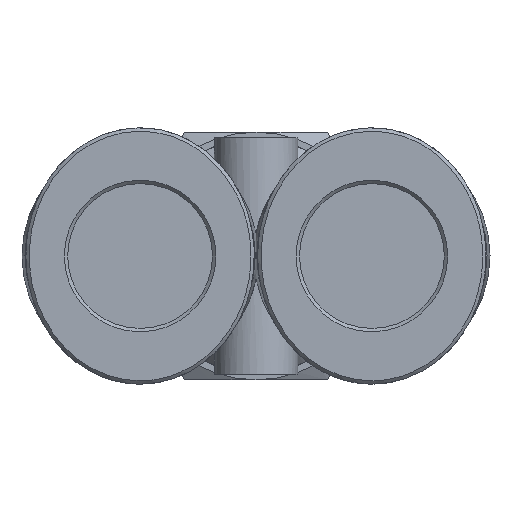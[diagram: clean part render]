
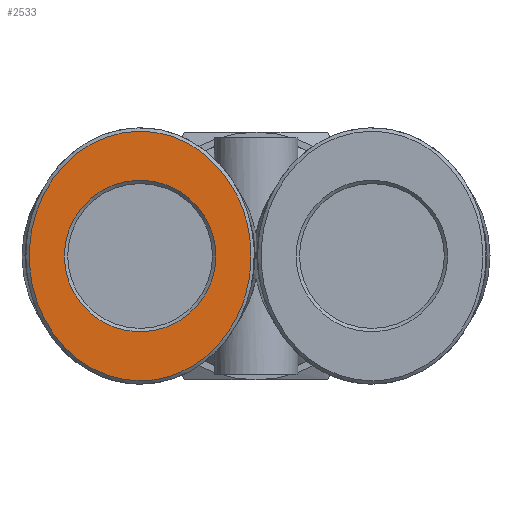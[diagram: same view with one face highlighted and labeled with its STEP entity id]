
A CAD part, left-side view. The second image highlights one B-rep face of the part: STEP entity #2533.
In plain terms, the highlighted face is planar.
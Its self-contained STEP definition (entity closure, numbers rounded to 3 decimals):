
#2460=CARTESIAN_POINT('',(11.2,5.3,0.));
#2461=VERTEX_POINT('',#2460);
#2491=CARTESIAN_POINT('',(11.2,5.3,0.));
#2492=CARTESIAN_POINT('',(11.2,5.3,1.483));
#2493=CARTESIAN_POINT('',(10.442,5.3,4.449));
#2494=CARTESIAN_POINT('',(7.238,5.3,8.035));
#2495=CARTESIAN_POINT('',(2.587,5.3,10.032));
#2496=CARTESIAN_POINT('',(-2.588,5.3,10.032));
#2497=CARTESIAN_POINT('',(-7.235,5.3,8.034));
#2498=CARTESIAN_POINT('',(-10.806,5.3,4.05));
#2499=CARTESIAN_POINT('',(-11.576,5.3,-0.541));
#2500=CARTESIAN_POINT('',(-9.921,5.3,-5.33));
#2501=CARTESIAN_POINT('',(-6.758,5.3,-8.373));
#2502=CARTESIAN_POINT('',(-2.008,5.3,-10.03));
#2503=CARTESIAN_POINT('',(2.584,5.3,-10.034));
#2504=CARTESIAN_POINT('',(7.239,5.3,-8.033));
#2505=CARTESIAN_POINT('',(10.442,5.3,-4.449));
#2506=CARTESIAN_POINT('',(11.2,5.3,-1.483));
#2507=CARTESIAN_POINT('',(11.2,5.3,0.));
#2508=B_SPLINE_CURVE_WITH_KNOTS('',3,(#2491,#2492,#2493,#2494,#2495,#2496,#2497,#2498,#2499,#2500,#2501,#2502,#2503,#2504,#2505,#2506,#2507),.UNSPECIFIED.,.T.,.U.,(4,1,1,1,1,1,1,1,1,1,1,1,1,1,4),(-3.142,-2.693,-2.244,-1.795,-1.346,-0.898,-0.449,0.15,0.449,1.047,1.346,1.795,2.244,2.693,3.142),.UNSPECIFIED.);
#2509=EDGE_CURVE('',#2461,#2461,#2508,.T.);
#2514=CARTESIAN_POINT('',(0.,5.3,0.));
#2515=DIRECTION('',(0.0,-1.0,0.0));
#2516=DIRECTION('',(0.0,0.0,-1.0));
#2517=AXIS2_PLACEMENT_3D('',#2514,#2515,#2516);
#2518=PLANE('',#2517);
#2519=ORIENTED_EDGE('',*,*,#2509,.F.);
#2520=EDGE_LOOP('',(#2519));
#2521=FACE_OUTER_BOUND('',#2520,.T.);
#2522=CARTESIAN_POINT('',(6.8,5.3,0.));
#2523=VERTEX_POINT('',#2522);
#2524=CARTESIAN_POINT('',(0.,5.3,0.0));
#2525=DIRECTION('',(0.0,1.0,0.0));
#2526=DIRECTION('',(-1.0,0.0,0.0));
#2527=AXIS2_PLACEMENT_3D('',#2524,#2525,#2526);
#2528=CIRCLE('',#2527,6.8);
#2529=EDGE_CURVE('',#2523,#2523,#2528,.T.);
#2530=ORIENTED_EDGE('',*,*,#2529,.F.);
#2531=EDGE_LOOP('',(#2530));
#2532=FACE_BOUND('',#2531,.T.);
#2533=ADVANCED_FACE('',(#2521,#2532),#2518,.F.);
